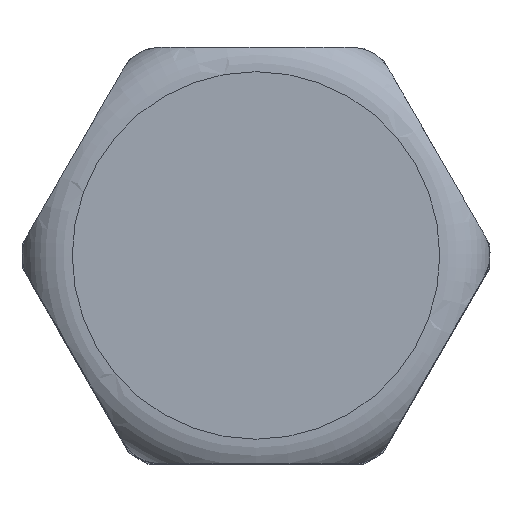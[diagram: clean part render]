
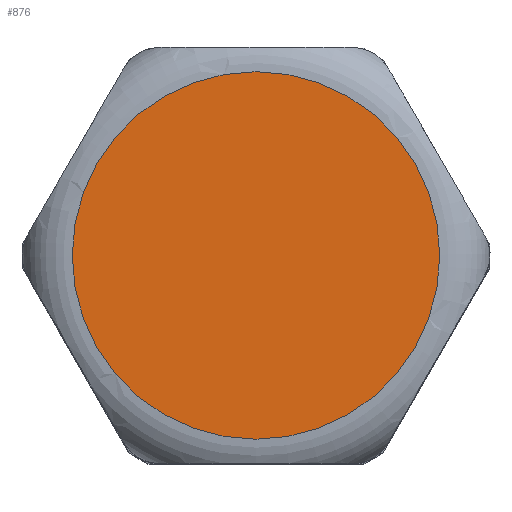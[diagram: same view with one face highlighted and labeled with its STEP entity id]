
A CAD part, top view. The second image highlights one B-rep face of the part: STEP entity #876.
In plain terms, the highlighted planar face has unit normal (0, 0, 1).
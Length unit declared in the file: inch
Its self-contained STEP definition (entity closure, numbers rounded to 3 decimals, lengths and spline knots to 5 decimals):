
#89=PLANE('',#959);
#168=FACE_OUTER_BOUND('',#217,.T.);
#217=EDGE_LOOP('',(#710,#711));
#340=CIRCLE('',#956,0.50394);
#341=CIRCLE('',#957,0.50394);
#416=VERTEX_POINT('',#1781);
#417=VERTEX_POINT('',#1782);
#521=EDGE_CURVE('',#416,#417,#340,.T.);
#522=EDGE_CURVE('',#417,#416,#341,.T.);
#710=ORIENTED_EDGE('',*,*,#521,.T.);
#711=ORIENTED_EDGE('',*,*,#522,.T.);
#876=ADVANCED_FACE('',(#168),#89,.T.);
#956=AXIS2_PLACEMENT_3D('',#1783,#1103,#1104);
#957=AXIS2_PLACEMENT_3D('',#1784,#1105,#1106);
#959=AXIS2_PLACEMENT_3D('',#1786,#1109,#1110);
#1103=DIRECTION('center_axis',(0.,0.,
1.));
#1104=DIRECTION('ref_axis',(-1.,0.,0.));
#1105=DIRECTION('center_axis',(0.,0.,
1.));
#1106=DIRECTION('ref_axis',(-1.,0.,0.));
#1109=DIRECTION('center_axis',(0.,0.,
1.));
#1110=DIRECTION('ref_axis',(0.,1.,0.));
#1781=CARTESIAN_POINT('',(-0.50394,0.00014,2.21512));
#1782=CARTESIAN_POINT('',(-0.00014,-0.50393,2.21512));
#1783=CARTESIAN_POINT('Origin',(0.,0.,
2.21512));
#1784=CARTESIAN_POINT('Origin',(0.,0.,
2.21512));
#1786=CARTESIAN_POINT('Origin',(-0.43889,0.00013,
2.21512));
